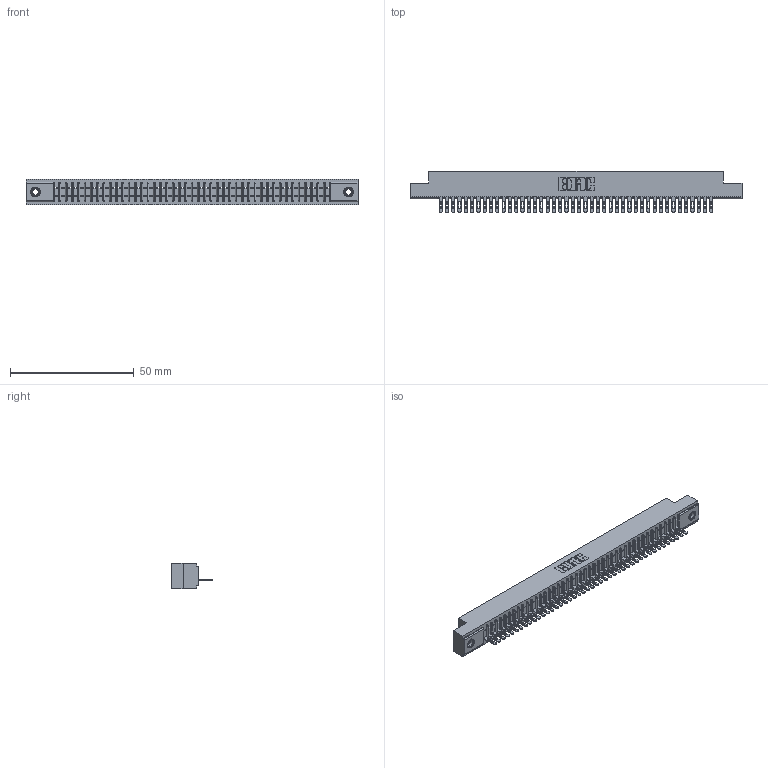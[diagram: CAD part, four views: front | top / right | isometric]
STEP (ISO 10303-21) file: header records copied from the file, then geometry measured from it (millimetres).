
FILE_DESCRIPTION (( 'STEP AP203' ), '1' );
FILE_NAME ('341-044-500-107.STEP', '2018-08-07T02:08:31', ( '' ), ( '' ), 'SwSTEP 2.0', 'SolidWorks 2016', '' );
FILE_SCHEMA (( 'CONFIG_CONTROL_DESIGN' ));
Length unit declared in the file: inch
Products named in the file (4): 341 Part_.156 (3.96) Dia Mounting Holes; 341-292-001_341-292-100; 345-250-001_345-250-005-103; 341-044-500-107
Assembly tree (47 placements, depth 2):
  341-044-500-107
    341 Part_.156 (3.96) Dia Mounting Holes
    341-292-001_341-292-100  x44
    345-250-001_345-250-005-103  x2
Bounding box: 133.99 x 16.69 x 10.16 mm (x, y, z)
Volume: 9624.3 mm3; surface area: 15358.6 mm2
Topology: 47 solids, 47 shells, 3784 faces, 10880 edges, 6978 vertices
Faces by surface type: plane 2256, cylinder 1336, sphere 90, torus 90, cone 12
Entity records: 52768 total; most frequent: CARTESIAN_POINT 8943, ORIENTED_EDGE 8924, DIRECTION 8646, EDGE_CURVE 4462, VECTOR 3600, LINE 3600, VERTEX_POINT 2820, AXIS2_PLACEMENT_3D 2523
